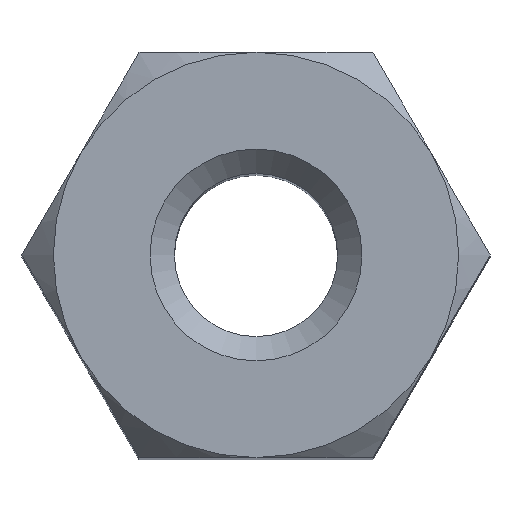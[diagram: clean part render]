
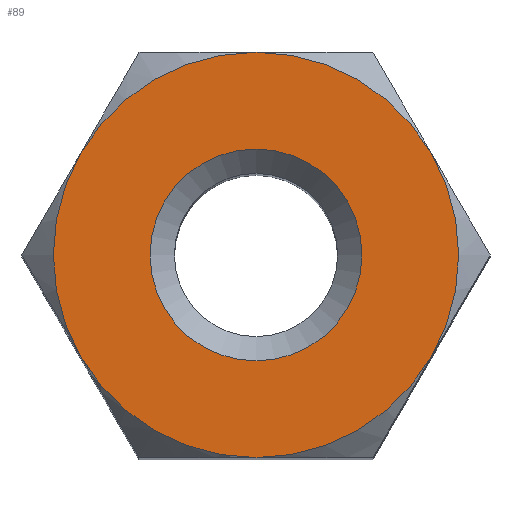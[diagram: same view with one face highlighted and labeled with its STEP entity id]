
A CAD part, top view. The second image highlights one B-rep face of the part: STEP entity #89.
In plain terms, the highlighted planar face has unit normal (0, 0, 1).
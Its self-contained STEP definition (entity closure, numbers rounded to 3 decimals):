
#89 = ADVANCED_FACE( '', ( #177, #178 ), #179, .T. );
#177 = FACE_BOUND( '', #258, .T. );
#178 = FACE_OUTER_BOUND( '', #259, .T. );
#179 = PLANE( '', #260 );
#258 = EDGE_LOOP( '', ( #432 ) );
#259 = EDGE_LOOP( '', ( #433, #434, #435, #436, #437, #438 ) );
#260 = AXIS2_PLACEMENT_3D( '', #439, #440, #441 );
#432 = ORIENTED_EDGE( '', *, *, #474, .T. );
#433 = ORIENTED_EDGE( '', *, *, #476, .F. );
#434 = ORIENTED_EDGE( '', *, *, #494, .F. );
#435 = ORIENTED_EDGE( '', *, *, #514, .F. );
#436 = ORIENTED_EDGE( '', *, *, #478, .T. );
#437 = ORIENTED_EDGE( '', *, *, #506, .F. );
#438 = ORIENTED_EDGE( '', *, *, #512, .F. );
#439 = CARTESIAN_POINT( '', ( 0., 0., 7.5 ) );
#440 = DIRECTION( '', ( 0., 0., 1. ) );
#441 = DIRECTION( '', ( 1., 0., 0. ) );
#474 = EDGE_CURVE( '', #560, #560, #561, .T. );
#476 = EDGE_CURVE( '', #550, #538, #563, .F. );
#478 = EDGE_CURVE( '', #565, #566, #567, .T. );
#494 = EDGE_CURVE( '', #587, #550, #589, .F. );
#506 = EDGE_CURVE( '', #573, #566, #603, .F. );
#512 = EDGE_CURVE( '', #538, #573, #609, .F. );
#514 = EDGE_CURVE( '', #565, #587, #611, .F. );
#538 = VERTEX_POINT( '', #641 );
#550 = VERTEX_POINT( '', #681 );
#560 = VERTEX_POINT( '', #708 );
#561 = CIRCLE( '', #709, 1.307 );
#563 = CIRCLE( '', #711, 2.5 );
#565 = VERTEX_POINT( '', #713 );
#566 = VERTEX_POINT( '', #714 );
#567 = CIRCLE( '', #715, 2.5 );
#573 = VERTEX_POINT( '', #740 );
#587 = VERTEX_POINT( '', #792 );
#589 = CIRCLE( '', #799, 2.5 );
#603 = CIRCLE( '', #850, 2.5 );
#609 = CIRCLE( '', #856, 2.5 );
#611 = CIRCLE( '', #858, 2.5 );
#641 = CARTESIAN_POINT( '', ( 0., -2.5, 7.5 ) );
#681 = CARTESIAN_POINT( '', ( 2.165, -1.25, 7.5 ) );
#708 = CARTESIAN_POINT( '', ( 0., 1.307, 7.5 ) );
#709 = AXIS2_PLACEMENT_3D( '', #892, #893, #894 );
#711 = AXIS2_PLACEMENT_3D( '', #895, #896, #897 );
#713 = CARTESIAN_POINT( '', ( 0., 2.5, 7.5 ) );
#714 = CARTESIAN_POINT( '', ( -2.165, 1.25, 7.5 ) );
#715 = AXIS2_PLACEMENT_3D( '', #898, #899, #900 );
#740 = CARTESIAN_POINT( '', ( -2.165, -1.25, 7.5 ) );
#792 = CARTESIAN_POINT( '', ( 2.165, 1.25, 7.5 ) );
#799 = AXIS2_PLACEMENT_3D( '', #903, #904, #905 );
#850 = AXIS2_PLACEMENT_3D( '', #907, #908, #909 );
#856 = AXIS2_PLACEMENT_3D( '', #910, #911, #912 );
#858 = AXIS2_PLACEMENT_3D( '', #913, #914, #915 );
#892 = CARTESIAN_POINT( '', ( 0., 0., 7.5 ) );
#893 = DIRECTION( '', ( 0., 0., -1. ) );
#894 = DIRECTION( '', ( 0., 1., 0. ) );
#895 = CARTESIAN_POINT( '', ( 0., 0., 7.5 ) );
#896 = DIRECTION( '', ( 0., 0., 1. ) );
#897 = DIRECTION( '', ( 1., 0., 0. ) );
#898 = CARTESIAN_POINT( '', ( 0., 0., 7.5 ) );
#899 = DIRECTION( '', ( 0., 0., 1. ) );
#900 = DIRECTION( '', ( 1., 0., 0. ) );
#903 = CARTESIAN_POINT( '', ( 0., 0., 7.5 ) );
#904 = DIRECTION( '', ( 0., 0., 1. ) );
#905 = DIRECTION( '', ( 1., 0., 0. ) );
#907 = CARTESIAN_POINT( '', ( 0., 0., 7.5 ) );
#908 = DIRECTION( '', ( 0., 0., 1. ) );
#909 = DIRECTION( '', ( 1., 0., 0. ) );
#910 = CARTESIAN_POINT( '', ( 0., 0., 7.5 ) );
#911 = DIRECTION( '', ( 0., 0., 1. ) );
#912 = DIRECTION( '', ( 1., 0., 0. ) );
#913 = CARTESIAN_POINT( '', ( 0., 0., 7.5 ) );
#914 = DIRECTION( '', ( 0., 0., 1. ) );
#915 = DIRECTION( '', ( 1., 0., 0. ) );
